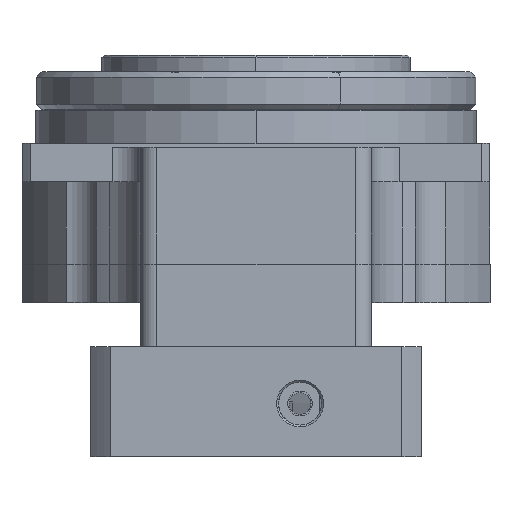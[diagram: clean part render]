
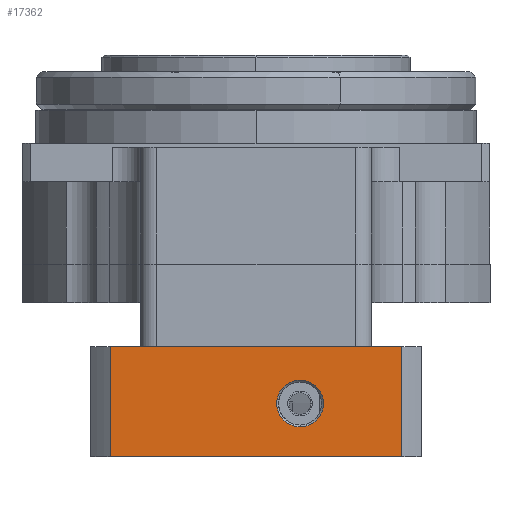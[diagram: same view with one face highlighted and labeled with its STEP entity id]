
A CAD part, left-side view. The second image highlights one B-rep face of the part: STEP entity #17362.
In plain terms, the highlighted planar face has unit normal (-1, 0, 0).
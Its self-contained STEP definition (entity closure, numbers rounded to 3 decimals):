
#548=PLANE('',#33190);
#1980=VECTOR('',#23518,1.);
#1984=VECTOR('',#23557,1.);
#1990=VECTOR('',#23574,1.);
#1991=VECTOR('',#23575,1.);
#3028=LINE('',#30539,#1980);
#3032=LINE('',#30575,#1984);
#3038=LINE('',#30590,#1990);
#3039=LINE('',#30591,#1991);
#4474=VERTEX_POINT('',#30039);
#4475=VERTEX_POINT('',#30041);
#4603=VERTEX_POINT('',#30538);
#4604=VERTEX_POINT('',#30540);
#4617=VERTEX_POINT('',#30574);
#4618=VERTEX_POINT('',#30576);
#5894=CIRCLE('',#33058,4.25);
#5984=CIRCLE('',#33191,4.25);
#8345=EDGE_CURVE('',#4474,#4475,#5894,.T.);
#8504=EDGE_CURVE('',#4603,#4604,#3028,.T.);
#8525=EDGE_CURVE('',#4618,#4617,#3032,.T.);
#8534=EDGE_CURVE('',#4475,#4474,#5984,.T.);
#8535=EDGE_CURVE('',#4604,#4617,#3038,.T.);
#8536=EDGE_CURVE('',#4618,#4603,#3039,.T.);
#13451=ORIENTED_EDGE('',*,*,#8534,.F.);
#13452=ORIENTED_EDGE('',*,*,#8345,.F.);
#13453=ORIENTED_EDGE('',*,*,#8535,.F.);
#13454=ORIENTED_EDGE('',*,*,#8504,.F.);
#13455=ORIENTED_EDGE('',*,*,#8536,.F.);
#13456=ORIENTED_EDGE('',*,*,#8525,.T.);
#14962=EDGE_LOOP('',(#13451,#13452));
#14963=EDGE_LOOP('',(#13453,#13454,#13455,#13456));
#16271=FACE_BOUND('',#14962,.T.);
#16272=FACE_BOUND('',#14963,.T.);
#17362=ADVANCED_FACE('',(#16271,#16272),#548,.F.);
#23220=DIRECTION('',(-1.,0.,0.));
#23221=DIRECTION('',(0.,0.,4.25));
#23518=DIRECTION('',(0.,-1.,0.));
#23557=DIRECTION('',(0.,-1.,0.));
#23571=DIRECTION('',(1.,0.,0.));
#23572=DIRECTION('',(-1.,0.,0.));
#23573=DIRECTION('',(0.,0.,4.25));
#23574=DIRECTION('',(0.,0.,-1.));
#23575=DIRECTION('',(0.,0.,1.));
#30039=CARTESIAN_POINT('',(-85.044,-8.,-51.55));
#30040=CARTESIAN_POINT('',(-85.044,-8.,-47.3));
#30041=CARTESIAN_POINT('',(-85.044,-8.,-43.05));
#30538=CARTESIAN_POINT('',(-85.044,26.458,-37.));
#30539=CARTESIAN_POINT('',(-85.044,30.,-37.));
#30540=CARTESIAN_POINT('',(-85.044,-26.458,-37.));
#30574=CARTESIAN_POINT('',(-85.044,-26.458,-57.));
#30575=CARTESIAN_POINT('',(-85.044,30.,-57.));
#30576=CARTESIAN_POINT('',(-85.044,26.458,-57.));
#30588=CARTESIAN_POINT('',(-85.044,30.,-37.));
#30589=CARTESIAN_POINT('',(-85.044,-8.,-47.3));
#30590=CARTESIAN_POINT('',(-85.044,-26.458,-37.));
#30591=CARTESIAN_POINT('',(-85.044,26.458,-37.));
#33058=AXIS2_PLACEMENT_3D('',#30040,#23220,#23221);
#33190=AXIS2_PLACEMENT_3D('',#30588,#23571,$);
#33191=AXIS2_PLACEMENT_3D('',#30589,#23572,#23573);
